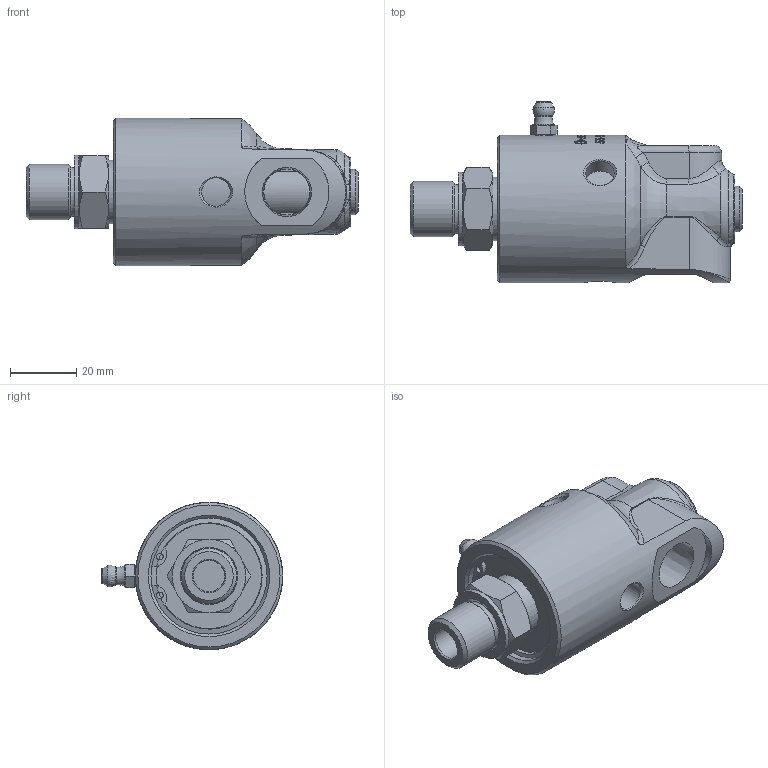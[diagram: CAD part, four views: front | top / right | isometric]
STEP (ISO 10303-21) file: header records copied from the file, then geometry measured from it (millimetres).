
FILE_DESCRIPTION(/* description */ ('Kundemodell'),/* implementation_level */ '2;1');
FILE_NAME(/* name */ '55-503-095-IC.stp',/* time_stamp */ '2020-05-20T13:28:13-05:00',/* author */ ('GALINDOLM'),/* organization */ (''),/* preprocessor_version */ 'ST-DEVELOPER v18',/* originating_system */ 'Autodesk Inventor 2020',/* authorisation */ '');
FILE_SCHEMA (('AUTOMOTIVE_DESIGN { 1 0 10303 214 3 1 1 }'));
Length unit declared in the file: millimetre
Products named in the file (1): 55-503-095-IC
Bounding box: 100.23 x 54.74 x 44.5 mm (x, y, z)
Volume: 88316 mm3; surface area: 18336 mm2
Topology: 1 solids, 5 shells, 501 faces, 1329 edges, 882 vertices
Faces by surface type: bspline 279, plane 122, cylinder 67, cone 22, torus 9, sphere 2
Full cylindrical faces by diameter (mm): 1.981 x2, 3.12 x2, 6.34 x1, 8.6 x3, 9.5 x1, 13.889 x1, 16.662 x1, 17.3 x1, 19.15 x1, 22.2 x1, 35.05 x1, 37.47 x1, 44.5 x1
Entity records: 23347 total; most frequent: CARTESIAN_POINT 11855, ORIENTED_EDGE 2650, DIRECTION 1841, EDGE_CURVE 1325, VERTEX_POINT 882, AXIS2_PLACEMENT_3D 691, EDGE_LOOP 549, FACE_OUTER_BOUND 501
